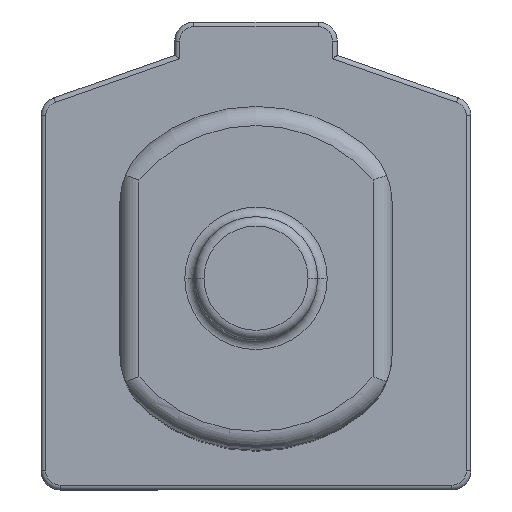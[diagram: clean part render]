
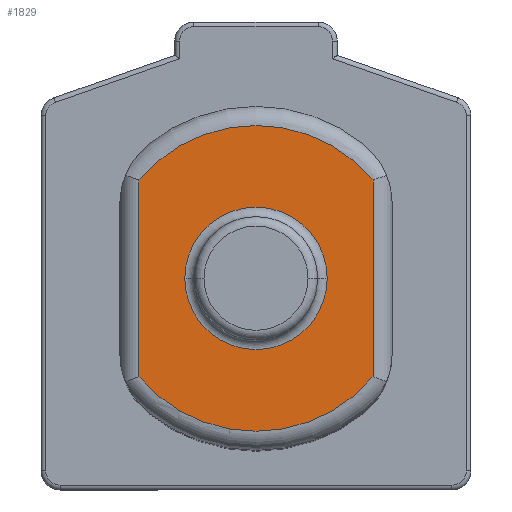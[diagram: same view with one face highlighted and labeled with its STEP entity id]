
A CAD part, top view. The second image highlights one B-rep face of the part: STEP entity #1829.
In plain terms, the highlighted planar face has unit normal (0, 0, 1).
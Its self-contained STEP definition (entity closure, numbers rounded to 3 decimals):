
#72 = AXIS2_PLACEMENT_3D ( 'NONE', #925, #155, #1521 ) ;
#86 = DIRECTION ( 'NONE',  ( -1., 0., 0. ) ) ;
#96 = CIRCLE ( 'NONE', #1672, 7.45 ) ;
#155 = DIRECTION ( 'NONE',  ( 0., 0., -1. ) ) ;
#178 = DIRECTION ( 'NONE',  ( 0., 0., 1. ) ) ;
#257 = CARTESIAN_POINT ( 'NONE',  ( 0., 0., 0. ) ) ;
#258 = ORIENTED_EDGE ( 'NONE', *, *, #1647, .T. ) ;
#311 = AXIS2_PLACEMENT_3D ( 'NONE', #257, #635, #86 ) ;
#381 = EDGE_LOOP ( 'NONE', ( #2026, #894, #1207, #2215 ) ) ;
#454 = EDGE_CURVE ( 'NONE', #461, #1954, #96, .T. ) ;
#461 = VERTEX_POINT ( 'NONE', #642 ) ;
#540 = CARTESIAN_POINT ( 'NONE',  ( -12.248, 0., 0. ) ) ;
#562 = DIRECTION ( 'NONE',  ( -1., 0., 0. ) ) ;
#574 = CARTESIAN_POINT ( 'NONE',  ( 12.248, 0., 0. ) ) ;
#635 = DIRECTION ( 'NONE',  ( 0., 0., -1. ) ) ;
#636 = AXIS2_PLACEMENT_3D ( 'NONE', #2334, #1966, #2347 ) ;
#639 = EDGE_CURVE ( 'NONE', #662, #2501, #861, .T. ) ;
#642 = CARTESIAN_POINT ( 'NONE',  ( -7.45, 0., 0. ) ) ;
#662 = VERTEX_POINT ( 'NONE', #2106 ) ;
#679 = FACE_BOUND ( 'NONE', #1230, .T. ) ;
#725 = VERTEX_POINT ( 'NONE', #2156 ) ;
#740 = DIRECTION ( 'NONE',  ( 0., 1., 0. ) ) ;
#744 = CARTESIAN_POINT ( 'NONE',  ( 12.248, -10.295, 0. ) ) ;
#774 = EDGE_CURVE ( 'NONE', #725, #662, #2186, .T. ) ;
#861 = LINE ( 'NONE', #540, #2393 ) ;
#894 = ORIENTED_EDGE ( 'NONE', *, *, #1108, .T. ) ;
#925 = CARTESIAN_POINT ( 'NONE',  ( 0., 0., 0. ) ) ;
#1072 = VERTEX_POINT ( 'NONE', #744 ) ;
#1108 = EDGE_CURVE ( 'NONE', #2501, #1072, #1440, .T. ) ;
#1119 = DIRECTION ( 'NONE',  ( 0., -1., 0. ) ) ;
#1192 = CIRCLE ( 'NONE', #311, 7.45 ) ;
#1207 = ORIENTED_EDGE ( 'NONE', *, *, #1215, .T. ) ;
#1215 = EDGE_CURVE ( 'NONE', #1072, #725, #2159, .T. ) ;
#1228 = AXIS2_PLACEMENT_3D ( 'NONE', #2281, #178, #562 ) ;
#1230 = EDGE_LOOP ( 'NONE', ( #1486, #258 ) ) ;
#1315 = PLANE ( 'NONE',  #72 ) ;
#1350 = VECTOR ( 'NONE', #740, 1000. ) ;
#1430 = DIRECTION ( 'NONE',  ( -1., 0., 0. ) ) ;
#1440 = CIRCLE ( 'NONE', #1228, 16. ) ;
#1462 = FACE_OUTER_BOUND ( 'NONE', #381, .T. ) ;
#1486 = ORIENTED_EDGE ( 'NONE', *, *, #454, .T. ) ;
#1521 = DIRECTION ( 'NONE',  ( -1., 0., 0. ) ) ;
#1647 = EDGE_CURVE ( 'NONE', #1954, #461, #1192, .T. ) ;
#1672 = AXIS2_PLACEMENT_3D ( 'NONE', #1828, #2183, #1430 ) ;
#1828 = CARTESIAN_POINT ( 'NONE',  ( 0., 0., 0. ) ) ;
#1829 = ADVANCED_FACE ( 'NONE', ( #679, #1462 ), #1315, .F. ) ;
#1937 = CARTESIAN_POINT ( 'NONE',  ( 7.45, 0., 0. ) ) ;
#1954 = VERTEX_POINT ( 'NONE', #1937 ) ;
#1966 = DIRECTION ( 'NONE',  ( 0., 0., 1. ) ) ;
#2026 = ORIENTED_EDGE ( 'NONE', *, *, #639, .T. ) ;
#2106 = CARTESIAN_POINT ( 'NONE',  ( -12.248, 10.295, 0. ) ) ;
#2156 = CARTESIAN_POINT ( 'NONE',  ( 12.248, 10.295, 0. ) ) ;
#2159 = LINE ( 'NONE', #574, #1350 ) ;
#2183 = DIRECTION ( 'NONE',  ( 0., 0., -1. ) ) ;
#2186 = CIRCLE ( 'NONE', #636, 16. ) ;
#2215 = ORIENTED_EDGE ( 'NONE', *, *, #774, .T. ) ;
#2250 = CARTESIAN_POINT ( 'NONE',  ( -12.248, -10.295, 0. ) ) ;
#2281 = CARTESIAN_POINT ( 'NONE',  ( 0., 0., 0. ) ) ;
#2334 = CARTESIAN_POINT ( 'NONE',  ( 0., 0., 0. ) ) ;
#2347 = DIRECTION ( 'NONE',  ( -1., 0., 0. ) ) ;
#2393 = VECTOR ( 'NONE', #1119, 1000. ) ;
#2501 = VERTEX_POINT ( 'NONE', #2250 ) ;
